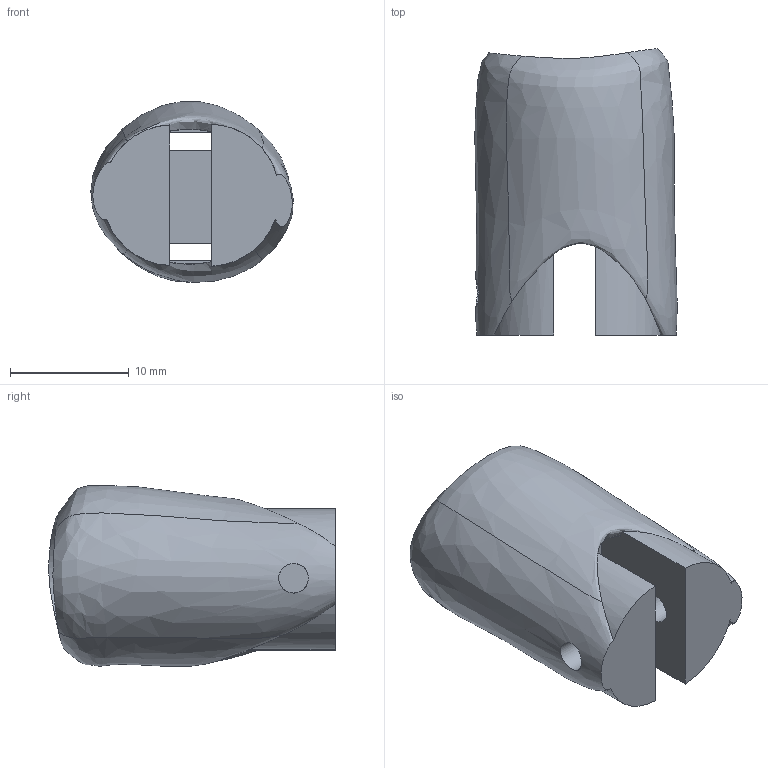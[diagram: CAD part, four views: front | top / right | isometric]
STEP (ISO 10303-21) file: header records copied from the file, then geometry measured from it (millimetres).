
FILE_DESCRIPTION(/* description */ (''),/* implementation_level */ '2;1');
FILE_NAME(/* name */ 'phalanx_media.stp',/* time_stamp */ '2016-05-29T20:02:18+02:00',/* author */ ('au233088'),/* organization */ (''),/* preprocessor_version */ 'ST-DEVELOPER v16.1',/* originating_system */ 'Autodesk Inventor 2016',/* authorisation */ '');
FILE_SCHEMA (('AUTOMOTIVE_DESIGN { 1 0 10303 214 3 1 1 }'));
Length unit declared in the file: millimetre
Products named in the file (1): phalanx_media
Bounding box: 17.02 x 24.09 x 15.2 mm (x, y, z)
Volume: 3074.3 mm3; surface area: 2119.8 mm2
Topology: 1 solids, 1 shells, 32 faces, 91 edges, 61 vertices
Faces by surface type: plane 19, bspline 7, cylinder 6
Full cylindrical faces by diameter (mm): 2.5 x2
Entity records: 2503 total; most frequent: CARTESIAN_POINT 1727, ORIENTED_EDGE 174, DIRECTION 122, EDGE_CURVE 87, VERTEX_POINT 59, LINE 50, VECTOR 50, EDGE_LOOP 40
